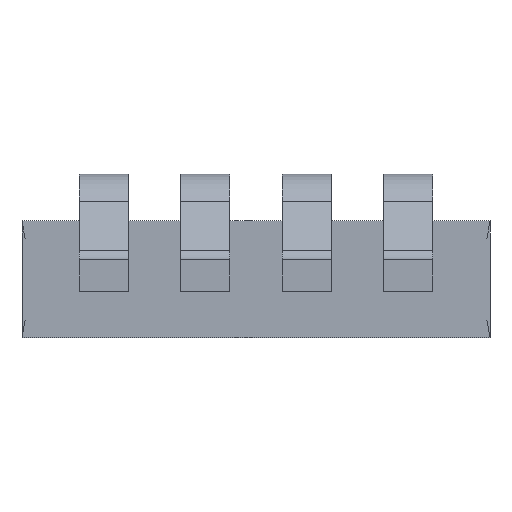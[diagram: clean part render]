
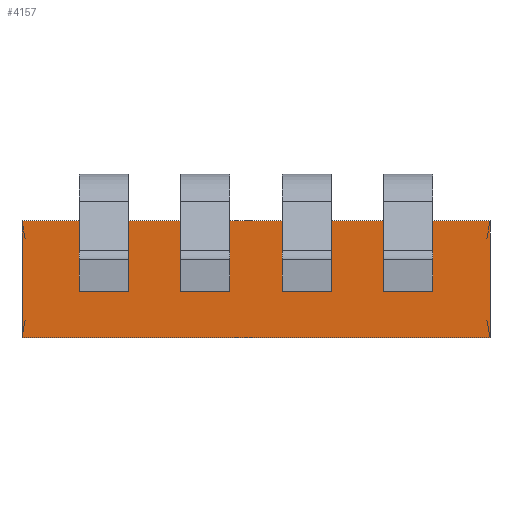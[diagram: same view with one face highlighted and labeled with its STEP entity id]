
A CAD part, front view. The second image highlights one B-rep face of the part: STEP entity #4157.
In plain terms, the highlighted planar face has unit normal (0, -1, 0).
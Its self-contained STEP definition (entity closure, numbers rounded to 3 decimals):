
#4034 = CARTESIAN_POINT ( 'NONE',  ( 1.5, -1.5, -0.3 ) ) ;
#4035 = VERTEX_POINT ( 'NONE', #4034 ) ;
#4036 = CARTESIAN_POINT ( 'NONE',  ( 1.5, -1.5, 0.45 ) ) ;
#4037 = VERTEX_POINT ( 'NONE', #4036 ) ;
#4038 = CARTESIAN_POINT ( 'NONE',  ( 1.5, -1.5, 0.1 ) ) ;
#4039 = DIRECTION ( 'NONE',  ( 0., 0., -1. ) ) ;
#4040 = VECTOR ( 'NONE', #4039, 1000. ) ;
#4041 = LINE ( 'NONE', #4038, #4040 ) ;
#4042 = EDGE_CURVE ( 'NONE', #4035, #4037, #4041, .T. ) ;
#4106 = CARTESIAN_POINT ( 'NONE',  ( -1.5, -1.5, 0.45 ) ) ;
#4107 = VERTEX_POINT ( 'NONE', #4106 ) ;
#4114 = CARTESIAN_POINT ( 'NONE',  ( -1.5, -1.5, -0.3 ) ) ;
#4115 = VERTEX_POINT ( 'NONE', #4114 ) ;
#4116 = CARTESIAN_POINT ( 'NONE',  ( -1.5, -1.5, 0.1 ) ) ;
#4117 = DIRECTION ( 'NONE',  ( 0., 0., -1. ) ) ;
#4118 = VECTOR ( 'NONE', #4117, 1000. ) ;
#4119 = LINE ( 'NONE', #4116, #4118 ) ;
#4120 = EDGE_CURVE ( 'NONE', #4115, #4107, #4119, .T. ) ;
#4136 = ORIENTED_EDGE ( 'NONE', *, *, #4120, .T. ) ;
#4137 = CARTESIAN_POINT ( 'NONE',  ( 1.5, -1.5, 0.45 ) ) ;
#4138 = DIRECTION ( 'NONE',  ( 1., 0., 0. ) ) ;
#4139 = VECTOR ( 'NONE', #4138, 1000. ) ;
#4140 = LINE ( 'NONE', #4137, #4139 ) ;
#4141 = EDGE_CURVE ( 'NONE', #4107, #4037, #4140, .T. ) ;
#4142 = ORIENTED_EDGE ( 'NONE', *, *, #4141, .T. ) ;
#4143 = ORIENTED_EDGE ( 'NONE', *, *, #4042, .F. ) ;
#4144 = CARTESIAN_POINT ( 'NONE',  ( -1.5, -1.5, -0.3 ) ) ;
#4145 = DIRECTION ( 'NONE',  ( -1., 0., 0. ) ) ;
#4146 = VECTOR ( 'NONE', #4145, 1000. ) ;
#4147 = LINE ( 'NONE', #4144, #4146 ) ;
#4148 = EDGE_CURVE ( 'NONE', #4035, #4115, #4147, .T. ) ;
#4149 = ORIENTED_EDGE ( 'NONE', *, *, #4148, .T. ) ;
#4150 = EDGE_LOOP ( 'NONE', ( #4136, #4142, #4143, #4149 ) ) ;
#4151 = FACE_OUTER_BOUND ( 'NONE', #4150, .T. ) ;
#4152 = CARTESIAN_POINT ( 'NONE',  ( -1.5, -1.5, 0.1 ) ) ;
#4153 = DIRECTION ( 'NONE',  ( 0., 1., 0. ) ) ;
#4154 = DIRECTION ( 'NONE',  ( -1., 0., 0. ) ) ;
#4155 = AXIS2_PLACEMENT_3D ( 'NONE', #4152, #4153, #4154 ) ;
#4156 = PLANE ( 'NONE', #4155 ) ;
#4157 = ADVANCED_FACE ( 'NONE', ( #4151 ), #4156, .F. ) ;
